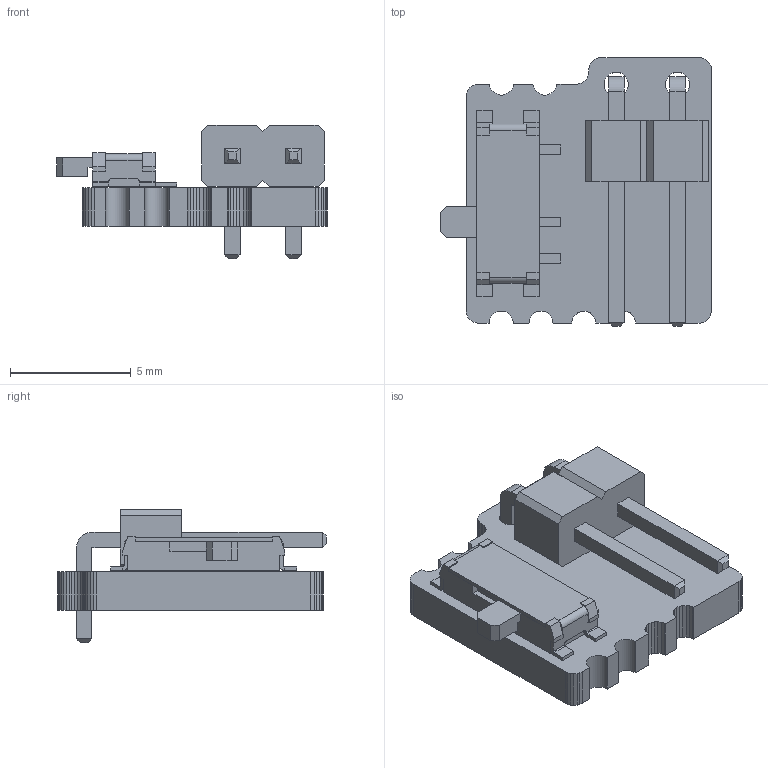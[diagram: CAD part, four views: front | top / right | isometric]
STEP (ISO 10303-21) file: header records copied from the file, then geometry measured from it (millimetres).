
FILE_DESCRIPTION(('KiCad electronic assembly'),'2;1');
FILE_NAME('GNAT_Battery_Management.step','2023-05-13T12:09:19',('Pcbnew' ),('Kicad'),'Open CASCADE STEP processor 7.6', 'KiCad to STEP converter','Unknown');
FILE_SCHEMA(('AUTOMOTIVE_DESIGN { 1 0 10303 214 1 1 1 1 }'));
Length unit declared in the file: millimetre
Products named in the file (6): GNAT_Battery_Management 1; PCM12SMTR; COMPOUND; PinHeader_1x02_P2.54mm_Horizontal; SOLID; _autosave-GNAT_Battery_Management PCB
Assembly tree (5 placements, depth 3):
  GNAT_Battery_Management 1
    PCM12SMTR
      COMPOUND
    PinHeader_1x02_P2.54mm_Horizontal
      SOLID
    _autosave-GNAT_Battery_Management PCB
Bounding box: 11.23 x 11.14 x 5.54 mm (x, y, z)
Volume: 228 mm3; surface area: 530.5 mm2
Topology: 7 solids, 7 shells, 283 faces, 728 edges, 465 vertices
Faces by surface type: plane 249, cylinder 30, cone 4
Full cylindrical faces by diameter (mm): 0.9 x2, 1 x2
Entity records: 18514 total; most frequent: CARTESIAN_POINT 3162, DIRECTION 2772, LINE 2040, VECTOR 2040, ORIENTED_EDGE 1456, PCURVE 1456, DEFINITIONAL_REPRESENTATION 1456, EDGE_CURVE 728
